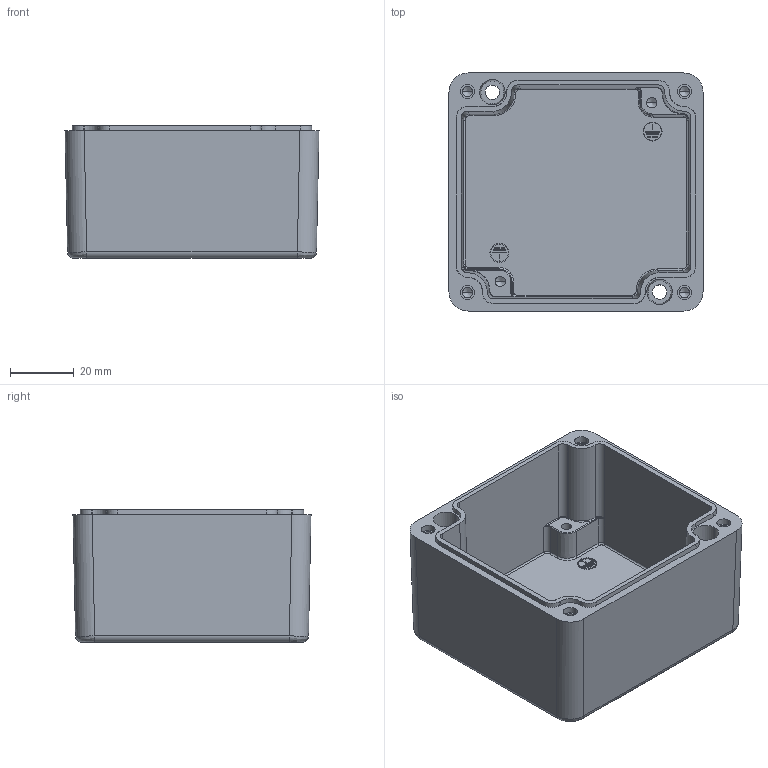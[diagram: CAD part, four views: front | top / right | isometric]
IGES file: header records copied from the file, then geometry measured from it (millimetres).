
Global section: file name: No Iges File Name specified; native system: Autodesk Inventor 2011; preprocessor: AutoDesk Inventor Iges Exporter R2011; author: tcook; date: 20101020.131841; units: millimetre
Bounding box: 79.6 x 74.6 x 41.5 mm (x, y, z)
Volume: 72259 mm3; surface area: 35686.9 mm2
Topology: 1 solids, 1 shells, 232 faces, 558 edges, 340 vertices
Faces by surface type: plane 84, bspline 74, revolution 42, cylinder 28, torus 2, cone 2
